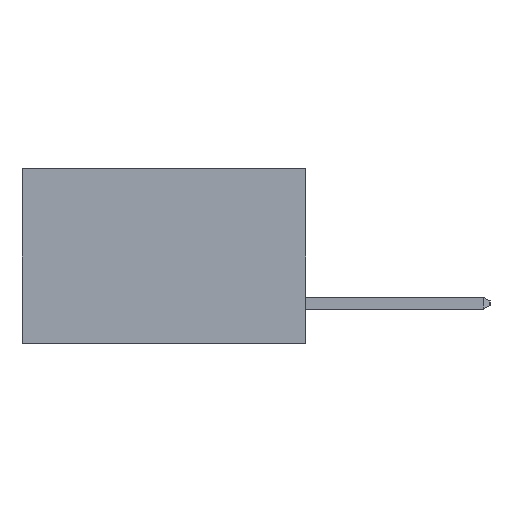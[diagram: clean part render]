
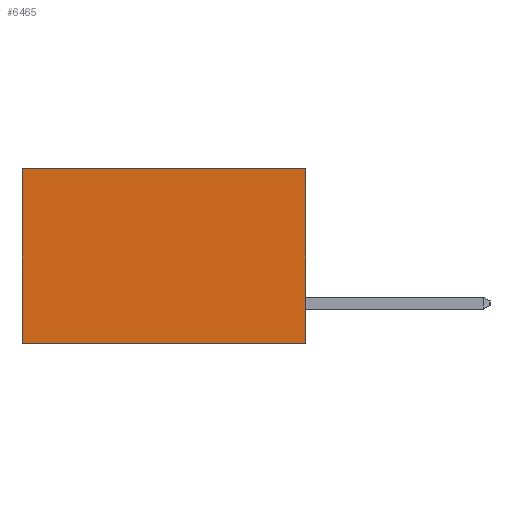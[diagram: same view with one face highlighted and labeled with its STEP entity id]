
A CAD part, left-side view. The second image highlights one B-rep face of the part: STEP entity #6465.
In plain terms, the highlighted planar face has unit normal (-1, 0, 0).
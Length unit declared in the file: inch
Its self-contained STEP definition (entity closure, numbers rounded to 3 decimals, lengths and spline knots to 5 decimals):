
#124 = VERTEX_POINT ( 'NONE', #13449 ) ;
#1191 = EDGE_CURVE ( 'NONE', #8178, #9777, #5829, .T. ) ;
#1848 = CARTESIAN_POINT ( 'NONE',  ( 0.2615, 0., 0. ) ) ;
#2217 = VECTOR ( 'NONE', #9442, 39.37008 ) ;
#2225 = EDGE_CURVE ( 'NONE', #124, #9777, #7244, .T. ) ;
#3113 = ORIENTED_EDGE ( 'NONE', *, *, #5311, .F. ) ;
#3699 = DIRECTION ( 'NONE',  ( 0., 0., -1. ) ) ;
#3708 = DIRECTION ( 'NONE',  ( 1., 0., 0. ) ) ;
#3731 = PLANE ( 'NONE',  #4595 ) ;
#3745 = CARTESIAN_POINT ( 'NONE',  ( 0.2615, 0., -0.37 ) ) ;
#3828 = ORIENTED_EDGE ( 'NONE', *, *, #2225, .F. ) ;
#4361 = LINE ( 'NONE', #10804, #9963 ) ;
#4483 = DIRECTION ( 'NONE',  ( 0., 0., -1. ) ) ;
#4595 = AXIS2_PLACEMENT_3D ( 'NONE', #3745, #3708, #3699 ) ;
#4684 = VERTEX_POINT ( 'NONE', #1848 ) ;
#4959 = ORIENTED_EDGE ( 'NONE', *, *, #1191, .T. ) ;
#5190 = LINE ( 'NONE', #9493, #2217 ) ;
#5311 = EDGE_CURVE ( 'NONE', #4684, #124, #4361, .T. ) ;
#5350 = EDGE_LOOP ( 'NONE', ( #4959, #3828, #3113, #6048 ) ) ;
#5798 = DIRECTION ( 'NONE',  ( 0., 1., 0. ) ) ;
#5829 = LINE ( 'NONE', #13177, #8791 ) ;
#6048 = ORIENTED_EDGE ( 'NONE', *, *, #7385, .T. ) ;
#6465 = ADVANCED_FACE ( 'NONE', ( #9405 ), #3731, .F. ) ;
#7244 = LINE ( 'NONE', #9128, #10177 ) ;
#7385 = EDGE_CURVE ( 'NONE', #4684, #8178, #5190, .T. ) ;
#8178 = VERTEX_POINT ( 'NONE', #11354 ) ;
#8791 = VECTOR ( 'NONE', #4483, 39.37008 ) ;
#9128 = CARTESIAN_POINT ( 'NONE',  ( 0.2615, 0., -0.37 ) ) ;
#9405 = FACE_OUTER_BOUND ( 'NONE', #5350, .T. ) ;
#9442 = DIRECTION ( 'NONE',  ( 0., 1., 0. ) ) ;
#9493 = CARTESIAN_POINT ( 'NONE',  ( 0.2615, 0., 0. ) ) ;
#9777 = VERTEX_POINT ( 'NONE', #12857 ) ;
#9963 = VECTOR ( 'NONE', #10733, 39.37008 ) ;
#10177 = VECTOR ( 'NONE', #5798, 39.37008 ) ;
#10733 = DIRECTION ( 'NONE',  ( 0., 0., -1. ) ) ;
#10804 = CARTESIAN_POINT ( 'NONE',  ( 0.2615, 0., -0.37 ) ) ;
#11354 = CARTESIAN_POINT ( 'NONE',  ( 0.2615, 0.6, 0. ) ) ;
#12857 = CARTESIAN_POINT ( 'NONE',  ( 0.2615, 0.6, -0.37 ) ) ;
#13177 = CARTESIAN_POINT ( 'NONE',  ( 0.2615, 0.6, -0.37 ) ) ;
#13449 = CARTESIAN_POINT ( 'NONE',  ( 0.2615, 0., -0.37 ) ) ;
